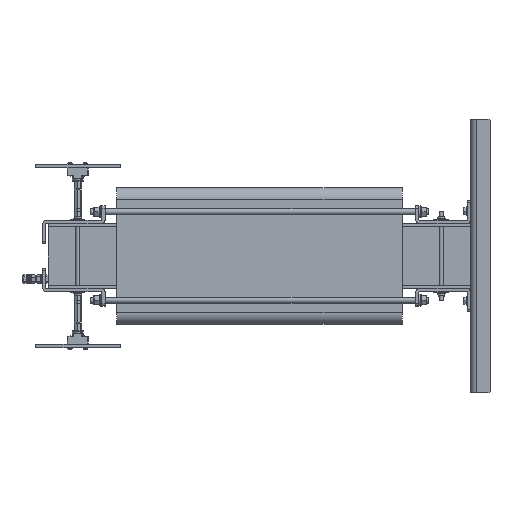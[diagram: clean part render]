
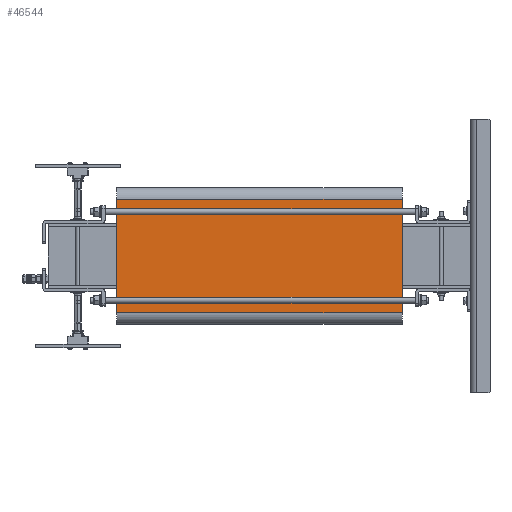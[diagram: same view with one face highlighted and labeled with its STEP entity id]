
A CAD part, left-side view. The second image highlights one B-rep face of the part: STEP entity #46544.
In plain terms, the highlighted planar face has unit normal (-1, 0, 0).
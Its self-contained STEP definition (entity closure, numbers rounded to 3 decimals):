
#9059=FACE_OUTER_BOUND('',#12078,.T.);
#12078=EDGE_LOOP('',(#32890,#32891,#32892,#32893));
#16447=LINE('',#69564,#19353);
#16456=LINE('',#69587,#19362);
#16457=LINE('',#69590,#19363);
#16470=LINE('',#69619,#19376);
#19353=VECTOR('',#55485,10.);
#19362=VECTOR('',#55504,10.);
#19363=VECTOR('',#55507,10.);
#19376=VECTOR('',#55538,10.);
#22257=VERTEX_POINT('',#69561);
#22258=VERTEX_POINT('',#69563);
#22267=VERTEX_POINT('',#69585);
#22268=VERTEX_POINT('',#69589);
#26566=EDGE_CURVE('',#22258,#22257,#16447,.T.);
#26578=EDGE_CURVE('',#22267,#22257,#16456,.T.);
#26579=EDGE_CURVE('',#22258,#22268,#16457,.T.);
#26594=EDGE_CURVE('',#22267,#22268,#16470,.T.);
#32890=ORIENTED_EDGE('',*,*,#26578,.F.);
#32891=ORIENTED_EDGE('',*,*,#26594,.T.);
#32892=ORIENTED_EDGE('',*,*,#26579,.F.);
#32893=ORIENTED_EDGE('',*,*,#26566,.T.);
#45089=PLANE('',#49789);
#46544=ADVANCED_FACE('',(#9059),#45089,.T.);
#49789=AXIS2_PLACEMENT_3D('',#69618,#55536,#55537);
#55485=DIRECTION('',(0.,0.,-1.));
#55504=DIRECTION('',(0.,1.,0.));
#55507=DIRECTION('',(0.,-1.,0.));
#55536=DIRECTION('center_axis',(-1.,0.,0.));
#55537=DIRECTION('ref_axis',(0.,1.,0.));
#55538=DIRECTION('',(0.,0.,1.));
#69561=CARTESIAN_POINT('',(-504.,365.,-145.));
#69563=CARTESIAN_POINT('',(-504.,365.,145.));
#69564=CARTESIAN_POINT('',(-504.,365.,-175.));
#69585=CARTESIAN_POINT('',(-504.,-365.,-145.));
#69587=CARTESIAN_POINT('',(-504.,0.,-145.));
#69589=CARTESIAN_POINT('',(-504.,-365.,145.));
#69590=CARTESIAN_POINT('',(-504.,0.,145.));
#69618=CARTESIAN_POINT('Origin',(-504.,0.,-175.));
#69619=CARTESIAN_POINT('',(-504.,-365.,-175.));
